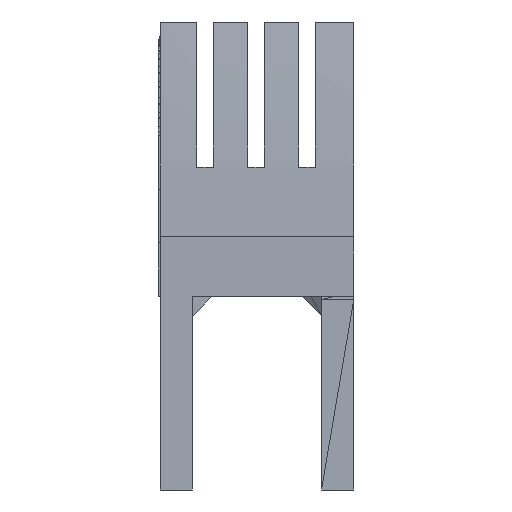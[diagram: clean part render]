
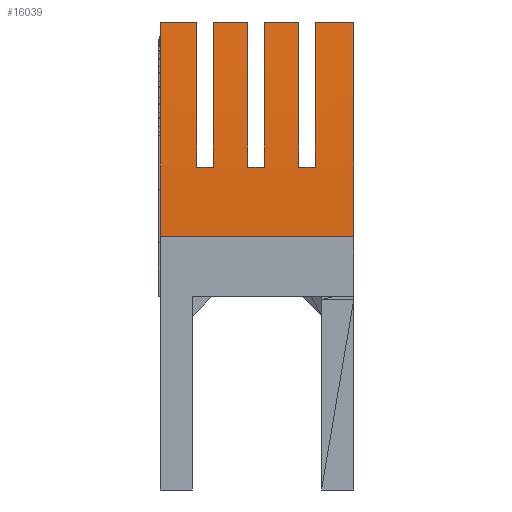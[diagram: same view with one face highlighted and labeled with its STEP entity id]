
A CAD part, left-side view. The second image highlights one B-rep face of the part: STEP entity #16039.
In plain terms, the highlighted cylindrical face has radius 500.356 mm (diameter 1000.71 mm), a partial arc.
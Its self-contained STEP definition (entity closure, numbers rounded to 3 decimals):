
#291 = AXIS2_PLACEMENT_3D ( 'NONE', #2260, #383, #20990 ) ;
#383 = DIRECTION ( 'NONE',  ( 0., -1., 0. ) ) ;
#388 = ORIENTED_EDGE ( 'NONE', *, *, #12492, .T. ) ;
#474 = CARTESIAN_POINT ( 'NONE',  ( -70.022, 12.397, 145. ) ) ;
#626 = CARTESIAN_POINT ( 'NONE',  ( -70.022, 17.397, 145. ) ) ;
#947 = CIRCLE ( 'NONE', #20968, 500.356 ) ;
#1022 = EDGE_CURVE ( 'NONE', #9124, #13543, #2951, .T. ) ;
#1337 = CIRCLE ( 'NONE', #13178, 500.356 ) ;
#1427 = DIRECTION ( 'NONE',  ( 0., 0., -1. ) ) ;
#1651 = AXIS2_PLACEMENT_3D ( 'NONE', #22627, #22790, #2192 ) ;
#1856 = ORIENTED_EDGE ( 'NONE', *, *, #22344, .T. ) ;
#1858 = VECTOR ( 'NONE', #4220, 1000. ) ;
#2192 = DIRECTION ( 'NONE',  ( 0., 0., 1. ) ) ;
#2239 = CARTESIAN_POINT ( 'NONE',  ( -70.022, 0.397, 145. ) ) ;
#2257 = DIRECTION ( 'NONE',  ( 0., 0., -1. ) ) ;
#2260 = CARTESIAN_POINT ( 'NONE',  ( 424.536, 0.397, 69.057 ) ) ;
#2267 = DIRECTION ( 'NONE',  ( 0., -1., 0. ) ) ;
#2401 = LINE ( 'NONE', #8754, #13837 ) ;
#2536 = CARTESIAN_POINT ( 'NONE',  ( -70.022, 60.397, 145. ) ) ;
#2564 = CARTESIAN_POINT ( 'NONE',  ( -74.862, 48.997, 100. ) ) ;
#2690 = ORIENTED_EDGE ( 'NONE', *, *, #22767, .T. ) ;
#2906 = CIRCLE ( 'NONE', #22892, 500.356 ) ;
#2951 = CIRCLE ( 'NONE', #291, 500.356 ) ;
#3047 = CARTESIAN_POINT ( 'NONE',  ( -75.732, 60.397, 78.424 ) ) ;
#3785 = DIRECTION ( 'NONE',  ( 0., -1., 0. ) ) ;
#4220 = DIRECTION ( 'NONE',  ( 0., -1., 0. ) ) ;
#4262 = LINE ( 'NONE', #8693, #18016 ) ;
#4423 = EDGE_CURVE ( 'NONE', #19861, #10977, #17887, .T. ) ;
#4472 = CARTESIAN_POINT ( 'NONE',  ( -70.022, 60.397, 145. ) ) ;
#4837 = CARTESIAN_POINT ( 'NONE',  ( -74.862, 60.397, 100. ) ) ;
#5150 = VECTOR ( 'NONE', #13854, 1000. ) ;
#5215 = DIRECTION ( 'NONE',  ( 0., -1., 0. ) ) ;
#5238 = ORIENTED_EDGE ( 'NONE', *, *, #16703, .T. ) ;
#5253 = LINE ( 'NONE', #12419, #23667 ) ;
#6118 = AXIS2_PLACEMENT_3D ( 'NONE', #13739, #2267, #15405 ) ;
#6306 = ORIENTED_EDGE ( 'NONE', *, *, #16421, .T. ) ;
#6519 = CARTESIAN_POINT ( 'NONE',  ( -75.732, 0.397, 78.424 ) ) ;
#6633 = VERTEX_POINT ( 'NONE', #10778 ) ;
#7350 = ORIENTED_EDGE ( 'NONE', *, *, #21183, .F. ) ;
#7839 = DIRECTION ( 'NONE',  ( 0., -1., 0. ) ) ;
#7983 = VECTOR ( 'NONE', #19818, 1000. ) ;
#8171 = VECTOR ( 'NONE', #9771, 1000. ) ;
#8196 = CARTESIAN_POINT ( 'NONE',  ( -74.862, 17.397, 100. ) ) ;
#8266 = EDGE_CURVE ( 'NONE', #15955, #22565, #947, .T. ) ;
#8475 = CARTESIAN_POINT ( 'NONE',  ( -70.022, 33.197, 145. ) ) ;
#8508 = ORIENTED_EDGE ( 'NONE', *, *, #18601, .T. ) ;
#8693 = CARTESIAN_POINT ( 'NONE',  ( -74.862, 60.397, 100. ) ) ;
#8702 = DIRECTION ( 'NONE',  ( 0., 1., 0. ) ) ;
#8754 = CARTESIAN_POINT ( 'NONE',  ( -70.022, 60.397, 145. ) ) ;
#9124 = VERTEX_POINT ( 'NONE', #2239 ) ;
#9305 = EDGE_CURVE ( 'NONE', #18338, #21167, #1337, .T. ) ;
#9392 = VERTEX_POINT ( 'NONE', #3047 ) ;
#9742 = EDGE_CURVE ( 'NONE', #18338, #9124, #16889, .T. ) ;
#9771 = DIRECTION ( 'NONE',  ( 0., -1., 0. ) ) ;
#9965 = CIRCLE ( 'NONE', #20443, 500.356 ) ;
#9992 = CARTESIAN_POINT ( 'NONE',  ( -74.862, 60.397, 100. ) ) ;
#10014 = CARTESIAN_POINT ( 'NONE',  ( -70.022, 60.397, 145. ) ) ;
#10167 = VERTEX_POINT ( 'NONE', #2564 ) ;
#10675 = DIRECTION ( 'NONE',  ( 0., 0., 1. ) ) ;
#10757 = CARTESIAN_POINT ( 'NONE',  ( 424.536, 12.397, 69.057 ) ) ;
#10778 = CARTESIAN_POINT ( 'NONE',  ( -70.022, 28.197, 145. ) ) ;
#10827 = DIRECTION ( 'NONE',  ( 0., 1., 0. ) ) ;
#10977 = VERTEX_POINT ( 'NONE', #17821 ) ;
#11144 = AXIS2_PLACEMENT_3D ( 'NONE', #16750, #3785, #24239 ) ;
#11181 = VECTOR ( 'NONE', #18966, 1000. ) ;
#11605 = ORIENTED_EDGE ( 'NONE', *, *, #8266, .T. ) ;
#11767 = ORIENTED_EDGE ( 'NONE', *, *, #9742, .F. ) ;
#11938 = ORIENTED_EDGE ( 'NONE', *, *, #20405, .F. ) ;
#12026 = FACE_OUTER_BOUND ( 'NONE', #23553, .T. ) ;
#12419 = CARTESIAN_POINT ( 'NONE',  ( -75.732, 60.397, 78.424 ) ) ;
#12492 = EDGE_CURVE ( 'NONE', #21167, #15955, #4262, .T. ) ;
#12772 = DIRECTION ( 'NONE',  ( 0., 0., 1. ) ) ;
#13104 = CARTESIAN_POINT ( 'NONE',  ( -70.022, 48.997, 145. ) ) ;
#13129 = ORIENTED_EDGE ( 'NONE', *, *, #9305, .T. ) ;
#13178 = AXIS2_PLACEMENT_3D ( 'NONE', #10757, #21610, #14450 ) ;
#13283 = ORIENTED_EDGE ( 'NONE', *, *, #19248, .F. ) ;
#13542 = VERTEX_POINT ( 'NONE', #8475 ) ;
#13543 = VERTEX_POINT ( 'NONE', #6519 ) ;
#13739 = CARTESIAN_POINT ( 'NONE',  ( 424.536, 60.397, 69.057 ) ) ;
#13837 = VECTOR ( 'NONE', #19736, 1000. ) ;
#13854 = DIRECTION ( 'NONE',  ( 0., -1., 0. ) ) ;
#14001 = CIRCLE ( 'NONE', #1651, 500.356 ) ;
#14106 = VERTEX_POINT ( 'NONE', #21586 ) ;
#14262 = ORIENTED_EDGE ( 'NONE', *, *, #21217, .T. ) ;
#14365 = CARTESIAN_POINT ( 'NONE',  ( 424.536, 17.397, 69.057 ) ) ;
#14450 = DIRECTION ( 'NONE',  ( 0., 0., -1. ) ) ;
#14500 = DIRECTION ( 'NONE',  ( 0., 1., 0. ) ) ;
#15154 = VERTEX_POINT ( 'NONE', #15954 ) ;
#15405 = DIRECTION ( 'NONE',  ( 0., 0., 1. ) ) ;
#15954 = CARTESIAN_POINT ( 'NONE',  ( -74.862, 43.997, 100. ) ) ;
#15955 = VERTEX_POINT ( 'NONE', #8196 ) ;
#16039 = ADVANCED_FACE ( 'NONE', ( #12026 ), #16116, .T. ) ;
#16116 = CYLINDRICAL_SURFACE ( 'NONE', #11144, 500.356 ) ;
#16421 = EDGE_CURVE ( 'NONE', #6633, #19861, #23526, .T. ) ;
#16457 = DIRECTION ( 'NONE',  ( 0., -1., 0. ) ) ;
#16660 = VERTEX_POINT ( 'NONE', #22786 ) ;
#16703 = EDGE_CURVE ( 'NONE', #16660, #9392, #16840, .T. ) ;
#16750 = CARTESIAN_POINT ( 'NONE',  ( 424.536, 60.397, 69.057 ) ) ;
#16840 = CIRCLE ( 'NONE', #6118, 500.356 ) ;
#16889 = LINE ( 'NONE', #10014, #5150 ) ;
#17821 = CARTESIAN_POINT ( 'NONE',  ( -74.862, 33.197, 100. ) ) ;
#17887 = LINE ( 'NONE', #9992, #11181 ) ;
#18016 = VECTOR ( 'NONE', #10827, 1000. ) ;
#18230 = CARTESIAN_POINT ( 'NONE',  ( 424.536, 43.997, 69.057 ) ) ;
#18338 = VERTEX_POINT ( 'NONE', #474 ) ;
#18601 = EDGE_CURVE ( 'NONE', #14106, #15154, #2906, .T. ) ;
#18788 = LINE ( 'NONE', #4837, #7983 ) ;
#18966 = DIRECTION ( 'NONE',  ( 0., 1., 0. ) ) ;
#19248 = EDGE_CURVE ( 'NONE', #6633, #22565, #23073, .T. ) ;
#19736 = DIRECTION ( 'NONE',  ( 0., -1., 0. ) ) ;
#19818 = DIRECTION ( 'NONE',  ( 0., 1., 0. ) ) ;
#19861 = VERTEX_POINT ( 'NONE', #21076 ) ;
#20405 = EDGE_CURVE ( 'NONE', #14106, #13542, #20600, .T. ) ;
#20443 = AXIS2_PLACEMENT_3D ( 'NONE', #23944, #14500, #12772 ) ;
#20600 = LINE ( 'NONE', #4472, #1858 ) ;
#20738 = ORIENTED_EDGE ( 'NONE', *, *, #4423, .T. ) ;
#20968 = AXIS2_PLACEMENT_3D ( 'NONE', #14365, #8702, #10675 ) ;
#20990 = DIRECTION ( 'NONE',  ( 0., 0., 1. ) ) ;
#21076 = CARTESIAN_POINT ( 'NONE',  ( -74.862, 28.197, 100. ) ) ;
#21167 = VERTEX_POINT ( 'NONE', #21740 ) ;
#21183 = EDGE_CURVE ( 'NONE', #16660, #21444, #2401, .T. ) ;
#21217 = EDGE_CURVE ( 'NONE', #15154, #10167, #18788, .T. ) ;
#21444 = VERTEX_POINT ( 'NONE', #13104 ) ;
#21586 = CARTESIAN_POINT ( 'NONE',  ( -70.022, 43.997, 145. ) ) ;
#21610 = DIRECTION ( 'NONE',  ( 0., -1., 0. ) ) ;
#21740 = CARTESIAN_POINT ( 'NONE',  ( -74.862, 12.397, 100. ) ) ;
#21795 = ORIENTED_EDGE ( 'NONE', *, *, #1022, .F. ) ;
#22344 = EDGE_CURVE ( 'NONE', #10977, #13542, #9965, .T. ) ;
#22525 = AXIS2_PLACEMENT_3D ( 'NONE', #22618, #7839, #2257 ) ;
#22565 = VERTEX_POINT ( 'NONE', #626 ) ;
#22618 = CARTESIAN_POINT ( 'NONE',  ( 424.536, 28.197, 69.057 ) ) ;
#22627 = CARTESIAN_POINT ( 'NONE',  ( 424.536, 48.997, 69.057 ) ) ;
#22767 = EDGE_CURVE ( 'NONE', #9392, #13543, #5253, .T. ) ;
#22786 = CARTESIAN_POINT ( 'NONE',  ( -70.022, 60.397, 145. ) ) ;
#22790 = DIRECTION ( 'NONE',  ( 0., 1., 0. ) ) ;
#22892 = AXIS2_PLACEMENT_3D ( 'NONE', #18230, #5215, #1427 ) ;
#23073 = LINE ( 'NONE', #2536, #8171 ) ;
#23275 = ORIENTED_EDGE ( 'NONE', *, *, #24154, .T. ) ;
#23526 = CIRCLE ( 'NONE', #22525, 500.356 ) ;
#23553 = EDGE_LOOP ( 'NONE', ( #13129, #388, #11605, #13283, #6306, #20738, #1856, #11938, #8508, #14262, #23275, #7350, #5238, #2690, #21795, #11767 ) ) ;
#23667 = VECTOR ( 'NONE', #16457, 1000. ) ;
#23944 = CARTESIAN_POINT ( 'NONE',  ( 424.536, 33.197, 69.057 ) ) ;
#24154 = EDGE_CURVE ( 'NONE', #10167, #21444, #14001, .T. ) ;
#24239 = DIRECTION ( 'NONE',  ( 0., 0., -1. ) ) ;
